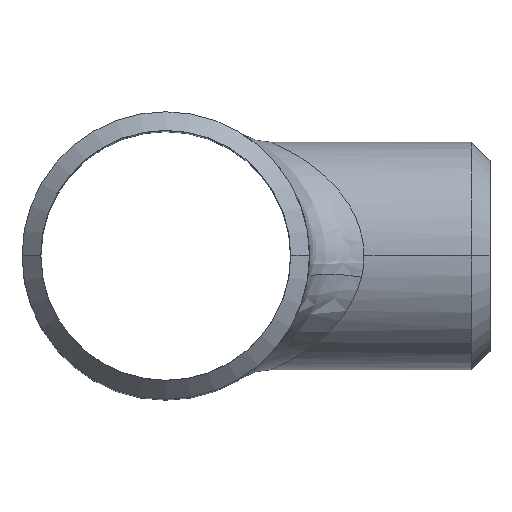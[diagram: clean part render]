
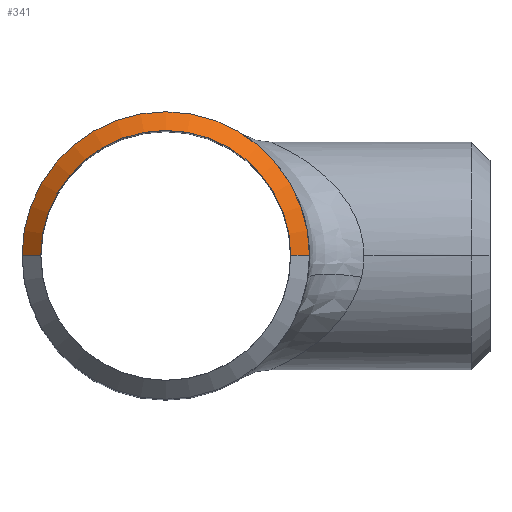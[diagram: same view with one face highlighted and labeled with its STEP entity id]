
A CAD part, top view. The second image highlights one B-rep face of the part: STEP entity #341.
In plain terms, the highlighted conical face has half-angle 45 degrees and reference radius 18.35 mm.
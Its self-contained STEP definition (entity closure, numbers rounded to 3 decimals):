
#63 = DIRECTION ( 'NONE',  ( 1., 0., 0. ) ) ;
#231 = AXIS2_PLACEMENT_3D ( 'NONE', #1984, #1826, #63 ) ;
#240 = CARTESIAN_POINT ( 'NONE',  ( 18.35, 0., 47.6 ) ) ;
#341 = ADVANCED_FACE ( 'NONE', ( #1704 ), #1479, .T. ) ;
#416 = CARTESIAN_POINT ( 'NONE',  ( 0., 0., 47.6 ) ) ;
#513 = VERTEX_POINT ( 'NONE', #1737 ) ;
#609 = LINE ( 'NONE', #749, #1819 ) ;
#625 = VECTOR ( 'NONE', #1817, 1000. ) ;
#701 = ORIENTED_EDGE ( 'NONE', *, *, #1996, .F. ) ;
#749 = CARTESIAN_POINT ( 'NONE',  ( -18.35, 0., 47.6 ) ) ;
#757 = CARTESIAN_POINT ( 'NONE',  ( 18.35, 0., 47.6 ) ) ;
#768 = ORIENTED_EDGE ( 'NONE', *, *, #1329, .F. ) ;
#792 = VERTEX_POINT ( 'NONE', #2089 ) ;
#800 = DIRECTION ( 'NONE',  ( -1., 0., 0. ) ) ;
#1047 = ORIENTED_EDGE ( 'NONE', *, *, #1532, .F. ) ;
#1115 = CIRCLE ( 'NONE', #1662, 18.35 ) ;
#1128 = EDGE_CURVE ( 'NONE', #2023, #792, #1203, .T. ) ;
#1177 = EDGE_LOOP ( 'NONE', ( #701, #1281, #1047, #768 ) ) ;
#1203 = LINE ( 'NONE', #240, #625 ) ;
#1263 = CARTESIAN_POINT ( 'NONE',  ( -18.35, 0., 47.6 ) ) ;
#1279 = DIRECTION ( 'NONE',  ( 1., 0., 0. ) ) ;
#1281 = ORIENTED_EDGE ( 'NONE', *, *, #1128, .T. ) ;
#1314 = AXIS2_PLACEMENT_3D ( 'NONE', #416, #1860, #800 ) ;
#1329 = EDGE_CURVE ( 'NONE', #1748, #513, #609, .T. ) ;
#1479 = CONICAL_SURFACE ( 'NONE', #1314, 18.35, 0.785 ) ;
#1532 = EDGE_CURVE ( 'NONE', #513, #792, #2053, .T. ) ;
#1574 = DIRECTION ( 'NONE',  ( 0., 0., 1. ) ) ;
#1662 = AXIS2_PLACEMENT_3D ( 'NONE', #1758, #1574, #1279 ) ;
#1704 = FACE_OUTER_BOUND ( 'NONE', #1177, .T. ) ;
#1737 = CARTESIAN_POINT ( 'NONE',  ( -21.1, 0., 44.85 ) ) ;
#1748 = VERTEX_POINT ( 'NONE', #1263 ) ;
#1758 = CARTESIAN_POINT ( 'NONE',  ( 0., 0., 47.6 ) ) ;
#1817 = DIRECTION ( 'NONE',  ( 0.707, 0., -0.707 ) ) ;
#1819 = VECTOR ( 'NONE', #1897, 1000. ) ;
#1826 = DIRECTION ( 'NONE',  ( 0., 0., -1. ) ) ;
#1860 = DIRECTION ( 'NONE',  ( 0., 0., -1. ) ) ;
#1897 = DIRECTION ( 'NONE',  ( -0.707, 0., -0.707 ) ) ;
#1984 = CARTESIAN_POINT ( 'NONE',  ( 0., 0., 44.85 ) ) ;
#1996 = EDGE_CURVE ( 'NONE', #2023, #1748, #1115, .T. ) ;
#2023 = VERTEX_POINT ( 'NONE', #757 ) ;
#2053 = CIRCLE ( 'NONE', #231, 21.1 ) ;
#2089 = CARTESIAN_POINT ( 'NONE',  ( 21.1, 0., 44.85 ) ) ;
